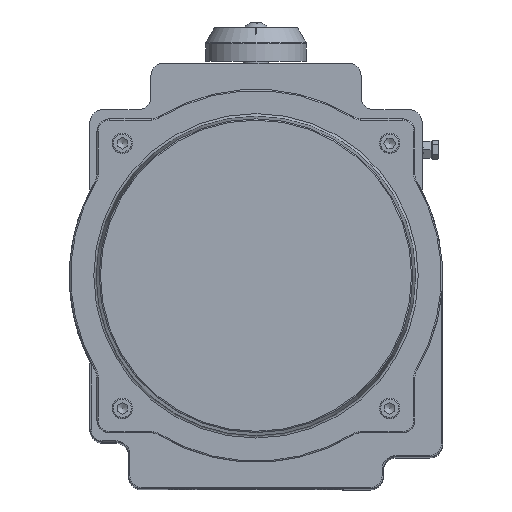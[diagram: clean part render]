
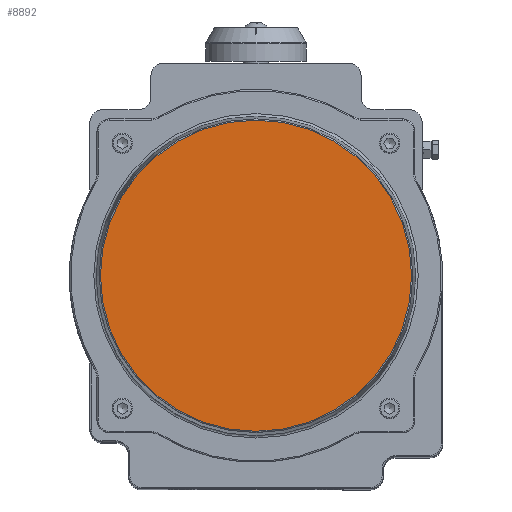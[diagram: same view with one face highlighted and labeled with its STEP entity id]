
A CAD part, top view. The second image highlights one B-rep face of the part: STEP entity #8892.
In plain terms, the highlighted planar face has unit normal (0, 0, 1).
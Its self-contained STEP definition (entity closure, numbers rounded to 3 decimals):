
#445=PLANE('',#9541);
#716=FACE_OUTER_BOUND('',#1247,.T.);
#1247=EDGE_LOOP('',(#6138));
#3129=CIRCLE('',#9540,121.719);
#3750=VERTEX_POINT('',#13998);
#4649=EDGE_CURVE('',#3750,#3750,#3129,.T.);
#6138=ORIENTED_EDGE('',*,*,#4649,.F.);
#8892=ADVANCED_FACE('',(#716),#445,.T.);
#9540=AXIS2_PLACEMENT_3D('',#14000,#10803,#10804);
#9541=AXIS2_PLACEMENT_3D('',#14001,#10805,#10806);
#10803=DIRECTION('center_axis',(0.,0.,-1.));
#10804=DIRECTION('ref_axis',(-1.,0.,0.));
#10805=DIRECTION('center_axis',(0.,0.,1.));
#10806=DIRECTION('ref_axis',(1.,0.,0.));
#13998=CARTESIAN_POINT('',(121.719,0.,361.));
#14000=CARTESIAN_POINT('Origin',(0.,0.,361.));
#14001=CARTESIAN_POINT('Origin',(0.,0.,361.));
